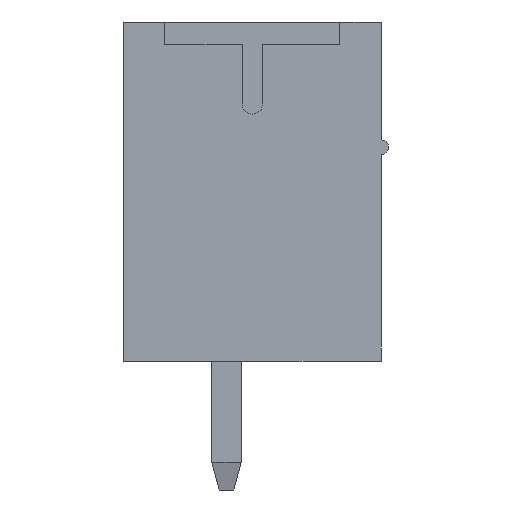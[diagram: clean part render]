
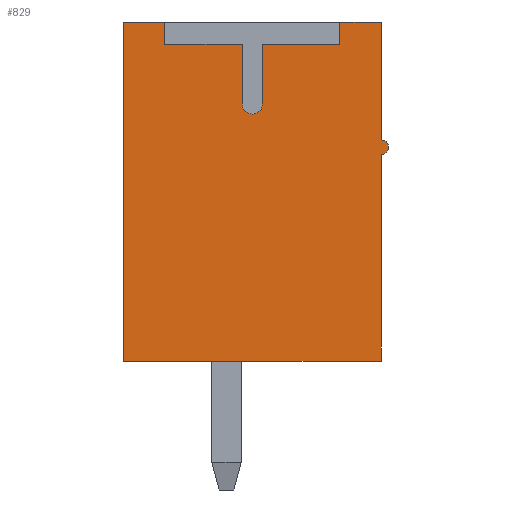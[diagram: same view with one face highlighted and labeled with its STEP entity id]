
A CAD part, left-side view. The second image highlights one B-rep face of the part: STEP entity #829.
In plain terms, the highlighted planar face has unit normal (-1, 0, 0).
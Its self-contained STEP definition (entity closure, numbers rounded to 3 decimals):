
#829 = ADVANCED_FACE( '', ( #1830 ), #1831, .F. );
#1830 = FACE_OUTER_BOUND( '', #3030, .T. );
#1831 = PLANE( '', #3031 );
#3030 = EDGE_LOOP( '', ( #5278, #5279, #5280, #5281, #5282, #5283, #5284, #5285, #5286, #5287, #5288, #5289, #5290, #5291 ) );
#3031 = AXIS2_PLACEMENT_3D( '', #5292, #5293, #5294 );
#5278 = ORIENTED_EDGE( '', *, *, #7648, .T. );
#5279 = ORIENTED_EDGE( '', *, *, #7417, .T. );
#5280 = ORIENTED_EDGE( '', *, *, #8255, .T. );
#5281 = ORIENTED_EDGE( '', *, *, #7951, .T. );
#5282 = ORIENTED_EDGE( '', *, *, #8256, .T. );
#5283 = ORIENTED_EDGE( '', *, *, #8257, .T. );
#5284 = ORIENTED_EDGE( '', *, *, #8258, .T. );
#5285 = ORIENTED_EDGE( '', *, *, #7394, .T. );
#5286 = ORIENTED_EDGE( '', *, *, #8259, .T. );
#5287 = ORIENTED_EDGE( '', *, *, #7424, .T. );
#5288 = ORIENTED_EDGE( '', *, *, #8260, .T. );
#5289 = ORIENTED_EDGE( '', *, *, #8261, .T. );
#5290 = ORIENTED_EDGE( '', *, *, #8262, .T. );
#5291 = ORIENTED_EDGE( '', *, *, #8263, .T. );
#5292 = CARTESIAN_POINT( '', ( -15.685, 0., 2.375 ) );
#5293 = DIRECTION( '', ( 1., 0., 0. ) );
#5294 = DIRECTION( '', ( 0., 0., -1. ) );
#7394 = EDGE_CURVE( '', #8857, #8855, #8858, .T. );
#7417 = EDGE_CURVE( '', #8899, #8896, #8900, .T. );
#7424 = EDGE_CURVE( '', #8912, #8910, #8913, .T. );
#7648 = EDGE_CURVE( '', #9328, #8899, #9329, .T. );
#7951 = EDGE_CURVE( '', #9824, #9822, #9825, .T. );
#8255 = EDGE_CURVE( '', #8896, #9824, #10279, .T. );
#8256 = EDGE_CURVE( '', #9822, #10280, #10281, .T. );
#8257 = EDGE_CURVE( '', #10280, #10282, #10283, .T. );
#8258 = EDGE_CURVE( '', #10282, #8857, #10284, .T. );
#8259 = EDGE_CURVE( '', #8855, #8912, #10285, .T. );
#8260 = EDGE_CURVE( '', #8910, #10286, #10287, .T. );
#8261 = EDGE_CURVE( '', #10286, #10288, #10289, .T. );
#8262 = EDGE_CURVE( '', #10288, #10290, #10291, .T. );
#8263 = EDGE_CURVE( '', #10290, #9328, #10292, .F. );
#8855 = VERTEX_POINT( '', #11022 );
#8857 = VERTEX_POINT( '', #11025 );
#8858 = LINE( '', #11026, #11027 );
#8896 = VERTEX_POINT( '', #11081 );
#8899 = VERTEX_POINT( '', #11085 );
#8900 = LINE( '', #11086, #11087 );
#8910 = VERTEX_POINT( '', #11102 );
#8912 = VERTEX_POINT( '', #11105 );
#8913 = LINE( '', #11106, #11107 );
#9328 = VERTEX_POINT( '', #11712 );
#9329 = LINE( '', #11713, #11714 );
#9822 = VERTEX_POINT( '', #12429 );
#9824 = VERTEX_POINT( '', #12432 );
#9825 = LINE( '', #12433, #12434 );
#10279 = LINE( '', #13112, #13113 );
#10280 = VERTEX_POINT( '', #13114 );
#10281 = LINE( '', #13115, #13116 );
#10282 = VERTEX_POINT( '', #13117 );
#10283 = CIRCLE( '', #13118, 0.275 );
#10284 = LINE( '', #13119, #13120 );
#10285 = LINE( '', #13121, #13122 );
#10286 = VERTEX_POINT( '', #13123 );
#10287 = LINE( '', #13124, #13125 );
#10288 = VERTEX_POINT( '', #13126 );
#10289 = LINE( '', #13127, #13128 );
#10290 = VERTEX_POINT( '', #13129 );
#10291 = LINE( '', #13130, #13131 );
#10292 = CIRCLE( '', #13132, 0.2 );
#11022 = CARTESIAN_POINT( '', ( -15.685, 2.375, 4. ) );
#11025 = CARTESIAN_POINT( '', ( -15.685, 0.275, 4. ) );
#11026 = CARTESIAN_POINT( '', ( -15.685, 0.275, 4. ) );
#11027 = VECTOR( '', #14142, 1000. );
#11081 = CARTESIAN_POINT( '', ( -15.685, -2.375, 4.6 ) );
#11085 = CARTESIAN_POINT( '', ( -15.685, -3.5, 4.6 ) );
#11086 = CARTESIAN_POINT( '', ( -15.685, -3.871, 4.6 ) );
#11087 = VECTOR( '', #14163, 1000. );
#11102 = CARTESIAN_POINT( '', ( -15.685, 3.5, 4.6 ) );
#11105 = CARTESIAN_POINT( '', ( -15.685, 2.375, 4.6 ) );
#11106 = CARTESIAN_POINT( '', ( -15.685, 2.375, 4.6 ) );
#11107 = VECTOR( '', #14170, 1000. );
#11712 = CARTESIAN_POINT( '', ( -15.685, -3.5, 1.4 ) );
#11713 = CARTESIAN_POINT( '', ( -15.685, -3.5, 1.4 ) );
#11714 = VECTOR( '', #14400, 1000. );
#12429 = CARTESIAN_POINT( '', ( -15.685, -0.275, 4. ) );
#12432 = CARTESIAN_POINT( '', ( -15.685, -2.375, 4. ) );
#12433 = CARTESIAN_POINT( '', ( -15.685, -2.375, 4. ) );
#12434 = VECTOR( '', #14678, 1000. );
#13112 = CARTESIAN_POINT( '', ( -15.685, -2.375, 4.6 ) );
#13113 = VECTOR( '', #14927, 1000. );
#13114 = CARTESIAN_POINT( '', ( -15.685, -0.275, 2.375 ) );
#13115 = CARTESIAN_POINT( '', ( -15.685, -0.275, 4. ) );
#13116 = VECTOR( '', #14928, 1000. );
#13117 = CARTESIAN_POINT( '', ( -15.685, 0.275, 2.375 ) );
#13118 = AXIS2_PLACEMENT_3D( '', #14929, #14930, #14931 );
#13119 = CARTESIAN_POINT( '', ( -15.685, 0.275, 2.375 ) );
#13120 = VECTOR( '', #14932, 1000. );
#13121 = CARTESIAN_POINT( '', ( -15.685, 2.375, 4. ) );
#13122 = VECTOR( '', #14933, 1000. );
#13123 = CARTESIAN_POINT( '', ( -15.685, 3.5, -4.6 ) );
#13124 = CARTESIAN_POINT( '', ( -15.685, 3.5, 4.6 ) );
#13125 = VECTOR( '', #14934, 1000. );
#13126 = CARTESIAN_POINT( '', ( -15.685, -3.5, -4.6 ) );
#13127 = CARTESIAN_POINT( '', ( -15.685, 3.5, -4.6 ) );
#13128 = VECTOR( '', #14935, 1000. );
#13129 = CARTESIAN_POINT( '', ( -15.685, -3.5, 1. ) );
#13130 = CARTESIAN_POINT( '', ( -15.685, -3.5, -4.6 ) );
#13131 = VECTOR( '', #14936, 1000. );
#13132 = AXIS2_PLACEMENT_3D( '', #14937, #14938, #14939 );
#14142 = DIRECTION( '', ( 0., 1., 0. ) );
#14163 = DIRECTION( '', ( 0., 1., 0. ) );
#14170 = DIRECTION( '', ( 0., 1., 0. ) );
#14400 = DIRECTION( '', ( 0., 0., 1. ) );
#14678 = DIRECTION( '', ( 0., 1., 0. ) );
#14927 = DIRECTION( '', ( 0., 0., -1. ) );
#14928 = DIRECTION( '', ( 0., 0., -1. ) );
#14929 = CARTESIAN_POINT( '', ( -15.685, 0., 2.375 ) );
#14930 = DIRECTION( '', ( 1., 0., 0. ) );
#14931 = DIRECTION( '', ( 0., -1., 0. ) );
#14932 = DIRECTION( '', ( 0., 0., 1. ) );
#14933 = DIRECTION( '', ( 0., 0., 1. ) );
#14934 = DIRECTION( '', ( 0., 0., -1. ) );
#14935 = DIRECTION( '', ( 0., -1., 0. ) );
#14936 = DIRECTION( '', ( 0., 0., 1. ) );
#14937 = CARTESIAN_POINT( '', ( -15.685, -3.5, 1.2 ) );
#14938 = DIRECTION( '', ( 1., 0., 0. ) );
#14939 = DIRECTION( '', ( 0., 0., -1. ) );
